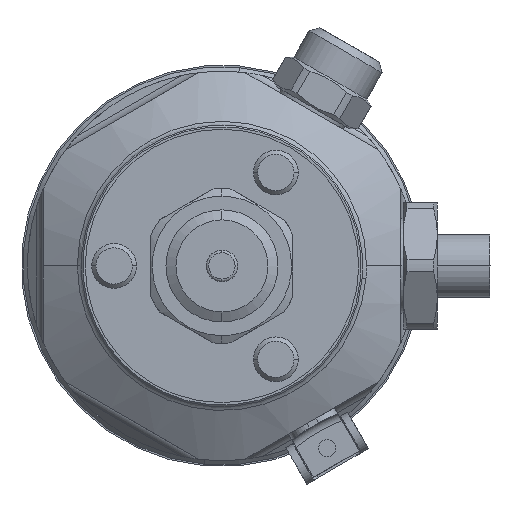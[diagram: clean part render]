
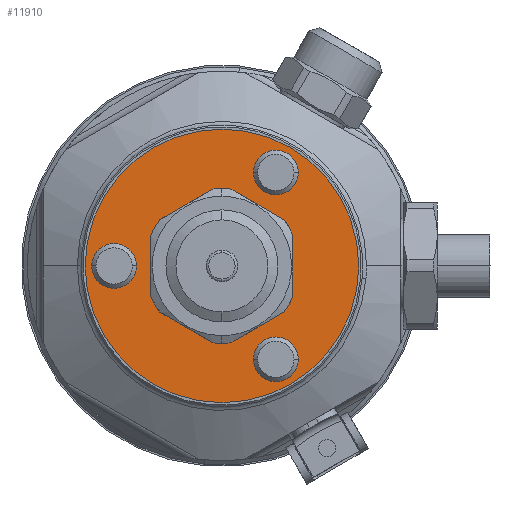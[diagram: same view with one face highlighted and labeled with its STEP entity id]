
A CAD part, front view. The second image highlights one B-rep face of the part: STEP entity #11910.
In plain terms, the highlighted planar face has unit normal (0, -1, 0).
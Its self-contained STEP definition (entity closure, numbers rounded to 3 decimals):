
#10113=CARTESIAN_POINT('',(0.,-29.95,0.));
#10114=DIRECTION('',(0.,1.,0.));
#10115=DIRECTION('',(1.,0.,0.));
#10116=AXIS2_PLACEMENT_3D('',#10113,#10114,#10115);
#10118=CARTESIAN_POINT('',(0.,-29.95,0.));
#10119=DIRECTION('',(0.,1.,0.));
#10120=DIRECTION('',(-1.,0.,0.));
#10121=AXIS2_PLACEMENT_3D('',#10118,#10119,#10120);
#10123=CARTESIAN_POINT('',(-20.5,-29.95,0.));
#10124=DIRECTION('',(0.,1.,0.));
#10125=DIRECTION('',(-1.,0.,0.));
#10126=AXIS2_PLACEMENT_3D('',#10123,#10124,#10125);
#10128=CARTESIAN_POINT('',(-20.5,-29.95,0.));
#10129=DIRECTION('',(0.,1.,0.));
#10130=DIRECTION('',(1.,0.,0.));
#10131=AXIS2_PLACEMENT_3D('',#10128,#10129,#10130);
#10133=CARTESIAN_POINT('',(10.25,-29.95,17.754));
#10134=DIRECTION('',(0.,1.,0.));
#10135=DIRECTION('',(-1.,0.,0.));
#10136=AXIS2_PLACEMENT_3D('',#10133,#10134,#10135);
#10138=CARTESIAN_POINT('',(10.25,-29.95,17.754));
#10139=DIRECTION('',(0.,1.,0.));
#10140=DIRECTION('',(1.,0.,0.));
#10141=AXIS2_PLACEMENT_3D('',#10138,#10139,#10140);
#10143=CARTESIAN_POINT('',(10.25,-29.95,-17.754));
#10144=DIRECTION('',(0.,1.,0.));
#10145=DIRECTION('',(-1.,0.,0.));
#10146=AXIS2_PLACEMENT_3D('',#10143,#10144,#10145);
#10148=CARTESIAN_POINT('',(10.25,-29.95,-17.754));
#10149=DIRECTION('',(0.,1.,0.));
#10150=DIRECTION('',(1.,0.,0.));
#10151=AXIS2_PLACEMENT_3D('',#10148,#10149,#10150);
#10153=CARTESIAN_POINT('',(0.,-29.95,0.));
#10154=DIRECTION('',(0.,-1.,0.));
#10155=DIRECTION('',(1.,0.,0.));
#10156=AXIS2_PLACEMENT_3D('',#10153,#10154,#10155);
#10158=CARTESIAN_POINT('',(0.,-29.95,0.));
#10159=DIRECTION('',(0.,-1.,0.));
#10160=DIRECTION('',(-1.,0.,0.));
#10161=AXIS2_PLACEMENT_3D('',#10158,#10159,#10160);
#11097=CARTESIAN_POINT('',(26.,-29.95,0.));
#11098=CARTESIAN_POINT('',(-26.,-29.95,0.));
#11099=VERTEX_POINT('',#11097);
#11100=VERTEX_POINT('',#11098);
#11141=CARTESIAN_POINT('',(-24.75,-29.95,0.));
#11142=CARTESIAN_POINT('',(-16.25,-29.95,0.));
#11143=VERTEX_POINT('',#11141);
#11144=VERTEX_POINT('',#11142);
#11149=CARTESIAN_POINT('',(6.,-29.95,17.754));
#11150=CARTESIAN_POINT('',(14.5,-29.95,17.754));
#11151=VERTEX_POINT('',#11149);
#11152=VERTEX_POINT('',#11150);
#11157=CARTESIAN_POINT('',(6.,-29.95,-17.754));
#11158=CARTESIAN_POINT('',(14.5,-29.95,-17.754));
#11159=VERTEX_POINT('',#11157);
#11160=VERTEX_POINT('',#11158);
#11165=CARTESIAN_POINT('',(12.5,-29.95,0.));
#11166=CARTESIAN_POINT('',(-12.5,-29.95,0.));
#11167=VERTEX_POINT('',#11165);
#11168=VERTEX_POINT('',#11166);
#11877=CARTESIAN_POINT('',(0.,-29.95,0.));
#11878=DIRECTION('',(0.,1.,0.));
#11879=DIRECTION('',(1.,0.,0.));
#11880=AXIS2_PLACEMENT_3D('',#11877,#11878,#11879);
#11881=PLANE('',#11880);
#11883=ORIENTED_EDGE('',*,*,#11882,.T.);
#11885=ORIENTED_EDGE('',*,*,#11884,.T.);
#11886=EDGE_LOOP('',(#11883,#11885));
#11887=FACE_OUTER_BOUND('',#11886,.F.);
#11889=ORIENTED_EDGE('',*,*,#11888,.F.);
#11891=ORIENTED_EDGE('',*,*,#11890,.F.);
#11892=EDGE_LOOP('',(#11889,#11891));
#11893=FACE_BOUND('',#11892,.F.);
#11895=ORIENTED_EDGE('',*,*,#11894,.F.);
#11897=ORIENTED_EDGE('',*,*,#11896,.F.);
#11898=EDGE_LOOP('',(#11895,#11897));
#11899=FACE_BOUND('',#11898,.F.);
#11901=ORIENTED_EDGE('',*,*,#11900,.F.);
#11903=ORIENTED_EDGE('',*,*,#11902,.F.);
#11904=EDGE_LOOP('',(#11901,#11903));
#11905=FACE_BOUND('',#11904,.F.);
#11906=ORIENTED_EDGE('',*,*,#11864,.T.);
#11907=ORIENTED_EDGE('',*,*,#11843,.T.);
#11908=EDGE_LOOP('',(#11906,#11907));
#11909=FACE_BOUND('',#11908,.F.);
#11910=ADVANCED_FACE('',(#11887,#11893,#11899,#11905,#11909),#11881,.F.);
#10117=CIRCLE('',#10116,26.);
#10122=CIRCLE('',#10121,26.);
#10127=CIRCLE('',#10126,4.25);
#10132=CIRCLE('',#10131,4.25);
#10137=CIRCLE('',#10136,4.25);
#10142=CIRCLE('',#10141,4.25);
#10147=CIRCLE('',#10146,4.25);
#10152=CIRCLE('',#10151,4.25);
#10157=CIRCLE('',#10156,12.5);
#10162=CIRCLE('',#10161,12.5);
#11843=EDGE_CURVE('',#11168,#11167,#10162,.T.);
#11864=EDGE_CURVE('',#11167,#11168,#10157,.T.);
#11882=EDGE_CURVE('',#11099,#11100,#10117,.T.);
#11884=EDGE_CURVE('',#11100,#11099,#10122,.T.);
#11888=EDGE_CURVE('',#11143,#11144,#10127,.T.);
#11890=EDGE_CURVE('',#11144,#11143,#10132,.T.);
#11894=EDGE_CURVE('',#11151,#11152,#10137,.T.);
#11896=EDGE_CURVE('',#11152,#11151,#10142,.T.);
#11900=EDGE_CURVE('',#11159,#11160,#10147,.T.);
#11902=EDGE_CURVE('',#11160,#11159,#10152,.T.);
